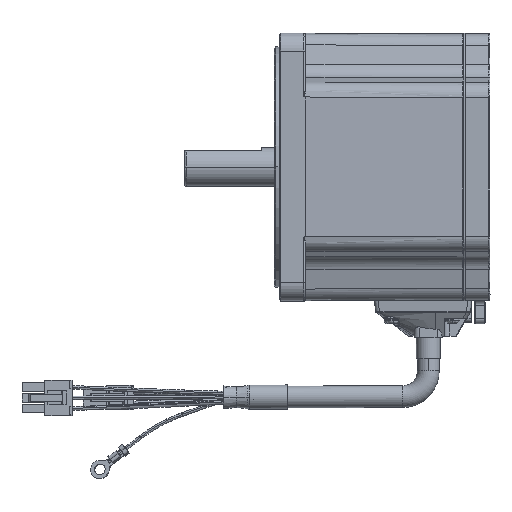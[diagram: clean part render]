
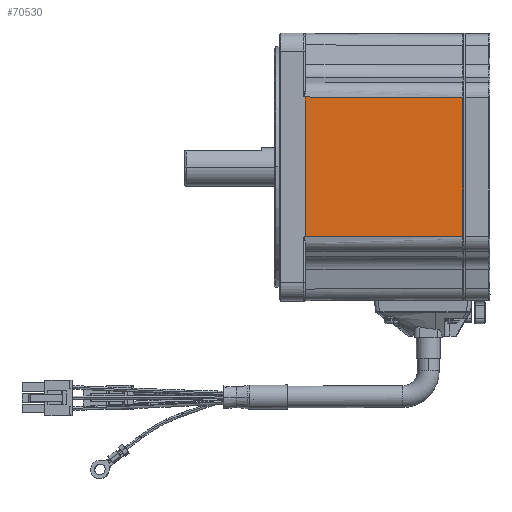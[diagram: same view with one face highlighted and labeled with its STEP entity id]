
A CAD part, top view. The second image highlights one B-rep face of the part: STEP entity #70530.
In plain terms, the highlighted face is planar.
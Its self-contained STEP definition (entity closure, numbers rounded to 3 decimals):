
#1055 = FACE_OUTER_BOUND ( 'NONE', #8193, .T. ) ;
#3178 = ORIENTED_EDGE ( 'NONE', *, *, #54846, .T. ) ;
#5569 = LINE ( 'NONE', #17580, #32867 ) ;
#8193 = EDGE_LOOP ( 'NONE', ( #32621, #44774, #67896, #3178 ) ) ;
#8673 = CARTESIAN_POINT ( 'NONE',  ( -52.128, -27.202, 30.511 ) ) ;
#11636 = VECTOR ( 'NONE', #68114, 1000. ) ;
#14174 = CARTESIAN_POINT ( 'NONE',  ( -52.004, 27.105, 61.5 ) ) ;
#15523 = CARTESIAN_POINT ( 'NONE',  ( -52.25, 27.298, 0. ) ) ;
#17580 = CARTESIAN_POINT ( 'NONE',  ( -52.004, 0., 61.5 ) ) ;
#19405 = CARTESIAN_POINT ( 'NONE',  ( -52.25, 27.298, 0. ) ) ;
#19818 = LINE ( 'NONE', #36000, #61691 ) ;
#20542 = EDGE_CURVE ( 'NONE', #31224, #23711, #19818, .T. ) ;
#21023 = PLANE ( 'NONE',  #24003 ) ;
#21480 = CARTESIAN_POINT ( 'NONE',  ( -52.004, -27.105, 61.5 ) ) ;
#23079 = DIRECTION ( 'NONE',  ( 0., -1., 0. ) ) ;
#23711 = VERTEX_POINT ( 'NONE', #26003 ) ;
#24003 = AXIS2_PLACEMENT_3D ( 'NONE', #15523, #70244, #37470 ) ;
#26003 = CARTESIAN_POINT ( 'NONE',  ( -52.25, -27.298, 0. ) ) ;
#31224 = VERTEX_POINT ( 'NONE', #19405 ) ;
#32621 = ORIENTED_EDGE ( 'NONE', *, *, #20542, .T. ) ;
#32867 = VECTOR ( 'NONE', #23079, 1000. ) ;
#33547 = CARTESIAN_POINT ( 'NONE',  ( -52.004, 27.105, 61.5 ) ) ;
#36000 = CARTESIAN_POINT ( 'NONE',  ( -52.25, 27.298, 0. ) ) ;
#37470 = DIRECTION ( 'NONE',  ( 0.004, 0., 1. ) ) ;
#37618 = LINE ( 'NONE', #33547, #50463 ) ;
#42014 = VERTEX_POINT ( 'NONE', #21480 ) ;
#44774 = ORIENTED_EDGE ( 'NONE', *, *, #47143, .F. ) ;
#47143 = EDGE_CURVE ( 'NONE', #42014, #23711, #51720, .T. ) ;
#50463 = VECTOR ( 'NONE', #55336, 1000. ) ;
#51720 = LINE ( 'NONE', #8673, #11636 ) ;
#52492 = DIRECTION ( 'NONE',  ( 0., -1., 0. ) ) ;
#54846 = EDGE_CURVE ( 'NONE', #61885, #31224, #37618, .T. ) ;
#55336 = DIRECTION ( 'NONE',  ( -0.004, 0.003, -1. ) ) ;
#61658 = EDGE_CURVE ( 'NONE', #61885, #42014, #5569, .T. ) ;
#61691 = VECTOR ( 'NONE', #52492, 1000. ) ;
#61885 = VERTEX_POINT ( 'NONE', #14174 ) ;
#67896 = ORIENTED_EDGE ( 'NONE', *, *, #61658, .F. ) ;
#68114 = DIRECTION ( 'NONE',  ( -0.004, -0.003, -1. ) ) ;
#70244 = DIRECTION ( 'NONE',  ( -1., 0., 0.004 ) ) ;
#70530 = ADVANCED_FACE ( 'NONE', ( #1055 ), #21023, .T. ) ;
